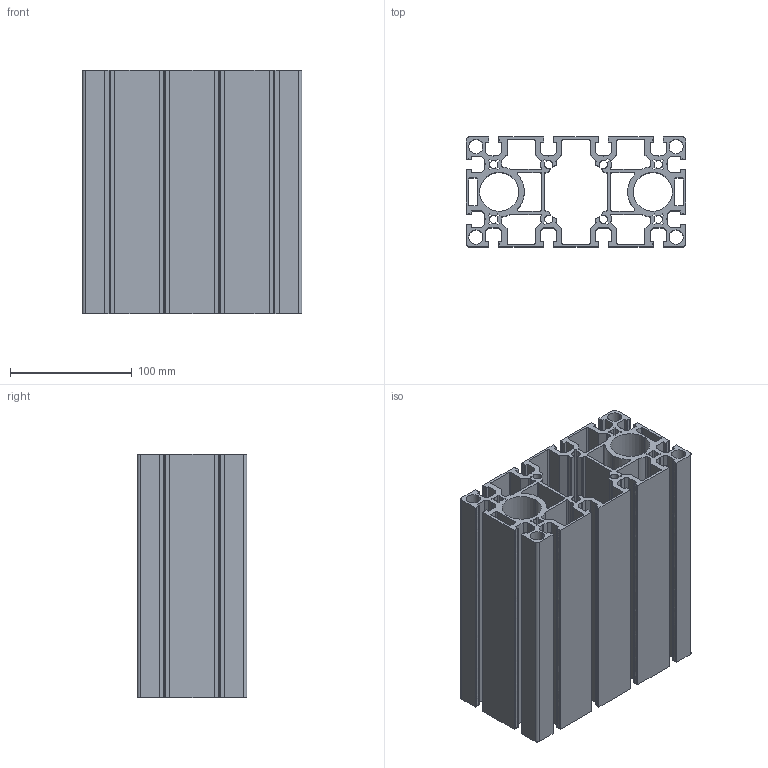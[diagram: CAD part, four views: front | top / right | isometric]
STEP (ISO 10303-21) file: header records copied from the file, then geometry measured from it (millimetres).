
FILE_DESCRIPTION (( 'STEP AP203' ), '1' );
FILE_NAME ('007516 REF 90180.STEP', '2015-12-01T11:53:33', ( '' ), ( '' ), 'SwSTEP 2.0', 'SolidWorks 2015', '' );
FILE_SCHEMA (( 'CONFIG_CONTROL_DESIGN' ));
Length unit declared in the file: millimetre
Products named in the file (1): 007516 REF 90180
Bounding box: 180 x 90 x 200 mm (x, y, z)
Volume: 897277.4 mm3; surface area: 528269.5 mm2
Topology: 1 solids, 1 shells, 503 faces, 1503 edges, 1002 vertices
Faces by surface type: plane 284, cylinder 195, bspline 24
Entity records: 17268 total; most frequent: CARTESIAN_POINT 3417, ORIENTED_EDGE 3006, DIRECTION 2805, EDGE_CURVE 1503, LINE 1065, VECTOR 1065, VERTEX_POINT 1002, AXIS2_PLACEMENT_3D 870
